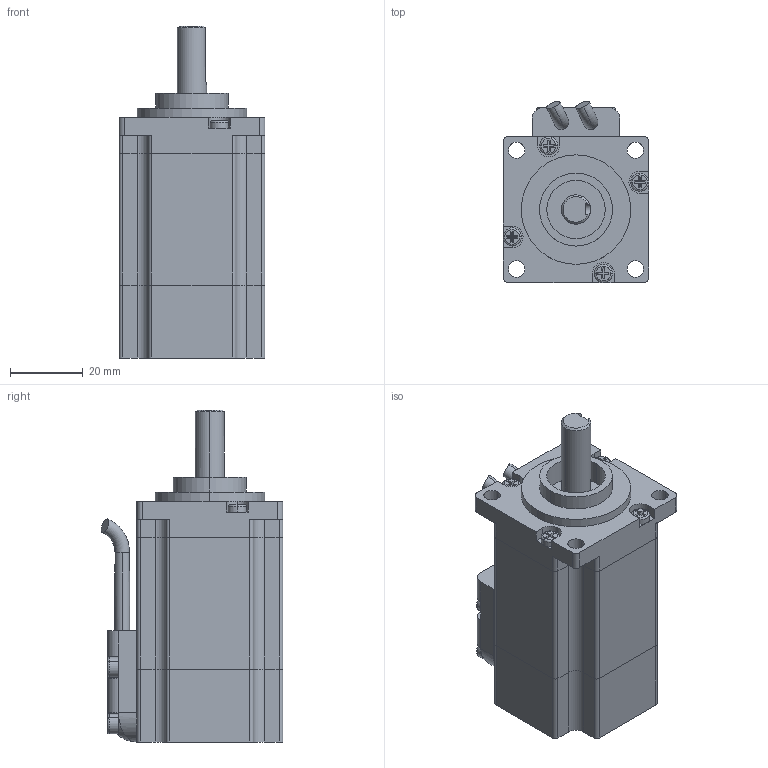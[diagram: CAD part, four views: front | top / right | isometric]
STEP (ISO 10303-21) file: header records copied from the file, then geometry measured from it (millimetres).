
FILE_DESCRIPTION (( 'STEP AP214' ), '1' );
FILE_NAME ('40直流伺服电机-100W-48V-17位多圈绝对值-YET-PDF-EC40048100S2ME.STEP', '2022-11-26T10:48:32', ( 'AutoBVT' ), ( 'Microsoft' ), 'SwSTEP 2.0', 'SolidWorks 2020', '' );
FILE_SCHEMA (( 'AUTOMOTIVE_DESIGN' ));
Length unit declared in the file: millimetre
Products named in the file (6): 粣; M3X12_M3X12; M3X10_M3X10; 40直流伺服电机-100W-48V-17位多圈绝对值-YET-PDF-EC40048100S2ME; 萇儂; 耜醱湍盄
Assembly tree (11 placements, depth 2):
  40直流伺服电机-100W-48V-17位多圈绝对值-YET-PDF-EC40048100S2ME
    萇儂
    粣
    M3X10_M3X10  x4
    耜醱湍盄
    M3X12_M3X12  x4
Bounding box: 40 x 49.78 x 91 mm (x, y, z)
Volume: 98577.4 mm3; surface area: 26096.9 mm2
Topology: 13 solids, 13 shells, 478 faces, 1218 edges, 777 vertices
Faces by surface type: plane 265, cylinder 157, cone 26, torus 20, sphere 8, bspline 2
Entity records: 10997 total; most frequent: CARTESIAN_POINT 1982, DIRECTION 1793, ORIENTED_EDGE 1680, EDGE_CURVE 840, AXIS2_PLACEMENT_3D 637, VERTEX_POINT 546, VECTOR 519, LINE 519
